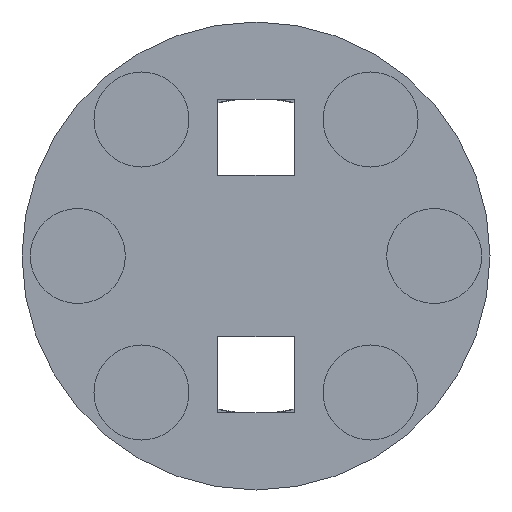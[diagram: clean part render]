
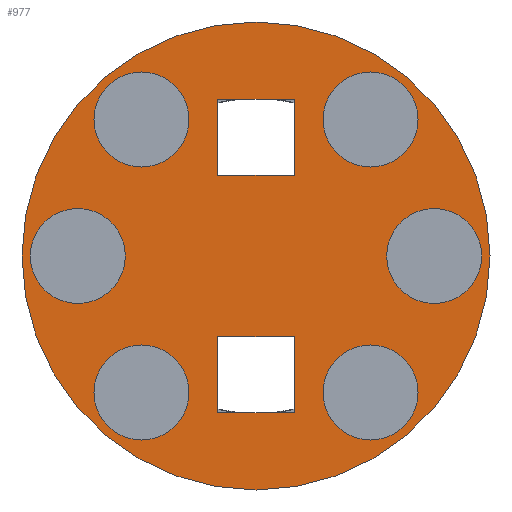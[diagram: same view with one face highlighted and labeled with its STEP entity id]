
A CAD part, front view. The second image highlights one B-rep face of the part: STEP entity #977.
In plain terms, the highlighted planar face has unit normal (0, -1, 0).
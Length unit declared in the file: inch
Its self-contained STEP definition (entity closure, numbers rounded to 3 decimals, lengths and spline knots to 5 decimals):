
#3 = VERTEX_POINT ( 'NONE', #949 ) ;
#4 = CARTESIAN_POINT ( 'NONE',  ( -0.016, 0.02, 0.066 ) ) ;
#15 = CARTESIAN_POINT ( 'NONE',  ( -0.04821, 0.02, -0.07745 ) ) ;
#24 = EDGE_CURVE ( 'NONE', #964, #489, #688, .T. ) ;
#35 = CARTESIAN_POINT ( 'NONE',  ( -0.016, 0.02, -0.066 ) ) ;
#43 = DIRECTION ( 'NONE',  ( -1., 0., 0. ) ) ;
#44 = CARTESIAN_POINT ( 'NONE',  ( 0.04821, 0.02, 0.05745 ) ) ;
#50 = VERTEX_POINT ( 'NONE', #426 ) ;
#54 = VERTEX_POINT ( 'NONE', #847 ) ;
#56 = CARTESIAN_POINT ( 'NONE',  ( -0.016, 0.02, -0.066 ) ) ;
#57 = FACE_OUTER_BOUND ( 'NONE', #505, .T. ) ;
#74 = CIRCLE ( 'NONE', #1132, 0.02 ) ;
#77 = CARTESIAN_POINT ( 'NONE',  ( 0.075, 0.02, 0. ) ) ;
#80 = DIRECTION ( 'NONE',  ( 0., -1., 0. ) ) ;
#88 = FACE_BOUND ( 'NONE', #947, .T. ) ;
#97 = VERTEX_POINT ( 'NONE', #4 ) ;
#112 = CARTESIAN_POINT ( 'NONE',  ( -0.04821, 0.02, 0.07745 ) ) ;
#125 = CARTESIAN_POINT ( 'NONE',  ( -0.016, 0.02, 0.034 ) ) ;
#131 = LINE ( 'NONE', #563, #352 ) ;
#161 = LINE ( 'NONE', #125, #838 ) ;
#165 = AXIS2_PLACEMENT_3D ( 'NONE', #336, #978, #430 ) ;
#171 = DIRECTION ( 'NONE',  ( 0., 0., -1. ) ) ;
#172 = CARTESIAN_POINT ( 'NONE',  ( 0.016, 0.02, -0.066 ) ) ;
#174 = CIRCLE ( 'NONE', #603, 0.02 ) ;
#176 = EDGE_CURVE ( 'NONE', #280, #97, #1133, .T. ) ;
#205 = CARTESIAN_POINT ( 'NONE',  ( -0.075, 0.02, 0. ) ) ;
#212 = CARTESIAN_POINT ( 'NONE',  ( -0.075, 0.02, 0.02 ) ) ;
#213 = CARTESIAN_POINT ( 'NONE',  ( 0.04821, 0.02, -0.05745 ) ) ;
#216 = CARTESIAN_POINT ( 'NONE',  ( -0.016, 0.02, -0.034 ) ) ;
#224 = ORIENTED_EDGE ( 'NONE', *, *, #1215, .F. ) ;
#225 = DIRECTION ( 'NONE',  ( 0., -1., 0. ) ) ;
#240 = ORIENTED_EDGE ( 'NONE', *, *, #428, .F. ) ;
#248 = AXIS2_PLACEMENT_3D ( 'NONE', #213, #860, #309 ) ;
#254 = ORIENTED_EDGE ( 'NONE', *, *, #898, .F. ) ;
#269 = AXIS2_PLACEMENT_3D ( 'NONE', #44, #225, #1202 ) ;
#273 = VECTOR ( 'NONE', #1101, 39.37008 ) ;
#276 = EDGE_CURVE ( 'NONE', #877, #964, #371, .T. ) ;
#280 = VERTEX_POINT ( 'NONE', #1166 ) ;
#300 = DIRECTION ( 'NONE',  ( 0., 0., 1. ) ) ;
#306 = FACE_BOUND ( 'NONE', #447, .T. ) ;
#309 = DIRECTION ( 'NONE',  ( 0., 0., 1. ) ) ;
#312 = ORIENTED_EDGE ( 'NONE', *, *, #1131, .F. ) ;
#323 = EDGE_CURVE ( 'NONE', #514, #514, #558, .T. ) ;
#336 = CARTESIAN_POINT ( 'NONE',  ( 0., 0.02, 0. ) ) ;
#351 = DIRECTION ( 'NONE',  ( 0., -1., 0. ) ) ;
#352 = VECTOR ( 'NONE', #1116, 39.37008 ) ;
#361 = CARTESIAN_POINT ( 'NONE',  ( -0.016, 0.02, -0.034 ) ) ;
#363 = ORIENTED_EDGE ( 'NONE', *, *, #24, .F. ) ;
#371 = LINE ( 'NONE', #216, #1017 ) ;
#400 = EDGE_LOOP ( 'NONE', ( #224 ) ) ;
#407 = ORIENTED_EDGE ( 'NONE', *, *, #596, .F. ) ;
#420 = AXIS2_PLACEMENT_3D ( 'NONE', #439, #988, #891 ) ;
#426 = CARTESIAN_POINT ( 'NONE',  ( 0.016, 0.02, -0.066 ) ) ;
#428 = EDGE_CURVE ( 'NONE', #1020, #280, #901, .T. ) ;
#430 = DIRECTION ( 'NONE',  ( 0., 0., -1. ) ) ;
#439 = CARTESIAN_POINT ( 'NONE',  ( -0.04821, 0.02, 0.05745 ) ) ;
#444 = VECTOR ( 'NONE', #615, 39.37008 ) ;
#447 = EDGE_LOOP ( 'NONE', ( #765 ) ) ;
#451 = PLANE ( 'NONE',  #1100 ) ;
#458 = ORIENTED_EDGE ( 'NONE', *, *, #679, .F. ) ;
#475 = EDGE_CURVE ( 'NONE', #3, #3, #1046, .T. ) ;
#486 = DIRECTION ( 'NONE',  ( 0., 0., 1. ) ) ;
#489 = VERTEX_POINT ( 'NONE', #35 ) ;
#505 = EDGE_LOOP ( 'NONE', ( #755 ) ) ;
#514 = VERTEX_POINT ( 'NONE', #112 ) ;
#529 = FACE_BOUND ( 'NONE', #648, .T. ) ;
#554 = FACE_BOUND ( 'NONE', #678, .T. ) ;
#558 = CIRCLE ( 'NONE', #420, 0.02 ) ;
#563 = CARTESIAN_POINT ( 'NONE',  ( -0.016, 0.02, 0.066 ) ) ;
#580 = FACE_BOUND ( 'NONE', #400, .T. ) ;
#581 = CARTESIAN_POINT ( 'NONE',  ( 0., 0.02, -0.0985 ) ) ;
#590 = DIRECTION ( 'NONE',  ( 1., 0., 0. ) ) ;
#596 = EDGE_CURVE ( 'NONE', #50, #877, #712, .T. ) ;
#603 = AXIS2_PLACEMENT_3D ( 'NONE', #899, #351, #996 ) ;
#604 = CARTESIAN_POINT ( 'NONE',  ( 0.016, 0.02, 0.066 ) ) ;
#615 = DIRECTION ( 'NONE',  ( 0., 0., -1. ) ) ;
#623 = DIRECTION ( 'NONE',  ( 0., 0., 1. ) ) ;
#632 = CARTESIAN_POINT ( 'NONE',  ( 0.016, 0.02, 0.034 ) ) ;
#637 = EDGE_CURVE ( 'NONE', #728, #728, #655, .T. ) ;
#641 = CARTESIAN_POINT ( 'NONE',  ( 0., 0.02, 0. ) ) ;
#645 = CIRCLE ( 'NONE', #911, 0.02 ) ;
#648 = EDGE_LOOP ( 'NONE', ( #1096 ) ) ;
#655 = CIRCLE ( 'NONE', #248, 0.02 ) ;
#662 = EDGE_LOOP ( 'NONE', ( #749, #363, #819, #407 ) ) ;
#665 = CARTESIAN_POINT ( 'NONE',  ( 0.016, 0.02, -0.034 ) ) ;
#676 = CARTESIAN_POINT ( 'NONE',  ( 0.075, 0.02, -0.02 ) ) ;
#678 = EDGE_LOOP ( 'NONE', ( #254 ) ) ;
#679 = EDGE_CURVE ( 'NONE', #54, #1020, #161, .T. ) ;
#688 = LINE ( 'NONE', #56, #444 ) ;
#697 = VERTEX_POINT ( 'NONE', #676 ) ;
#712 = LINE ( 'NONE', #665, #1179 ) ;
#716 = VECTOR ( 'NONE', #623, 39.37008 ) ;
#727 = DIRECTION ( 'NONE',  ( 0., -1., 0. ) ) ;
#728 = VERTEX_POINT ( 'NONE', #1043 ) ;
#730 = DIRECTION ( 'NONE',  ( 0., 0., -1. ) ) ;
#735 = CARTESIAN_POINT ( 'NONE',  ( 0.016, 0.02, 0.034 ) ) ;
#749 = ORIENTED_EDGE ( 'NONE', *, *, #981, .F. ) ;
#755 = ORIENTED_EDGE ( 'NONE', *, *, #823, .F. ) ;
#765 = ORIENTED_EDGE ( 'NONE', *, *, #323, .F. ) ;
#767 = FACE_BOUND ( 'NONE', #833, .T. ) ;
#774 = ORIENTED_EDGE ( 'NONE', *, *, #939, .F. ) ;
#819 = ORIENTED_EDGE ( 'NONE', *, *, #276, .F. ) ;
#823 = EDGE_CURVE ( 'NONE', #1193, #1193, #942, .T. ) ;
#832 = ORIENTED_EDGE ( 'NONE', *, *, #637, .F. ) ;
#833 = EDGE_LOOP ( 'NONE', ( #774 ) ) ;
#838 = VECTOR ( 'NONE', #590, 39.37008 ) ;
#847 = CARTESIAN_POINT ( 'NONE',  ( -0.016, 0.02, 0.034 ) ) ;
#853 = DIRECTION ( 'NONE',  ( 0., -1., 0. ) ) ;
#860 = DIRECTION ( 'NONE',  ( 0., -1., 0. ) ) ;
#877 = VERTEX_POINT ( 'NONE', #982 ) ;
#886 = VECTOR ( 'NONE', #43, 39.37008 ) ;
#891 = DIRECTION ( 'NONE',  ( 0., 0., 1. ) ) ;
#898 = EDGE_CURVE ( 'NONE', #941, #941, #174, .T. ) ;
#899 = CARTESIAN_POINT ( 'NONE',  ( -0.04821, 0.02, -0.05745 ) ) ;
#901 = LINE ( 'NONE', #632, #716 ) ;
#911 = AXIS2_PLACEMENT_3D ( 'NONE', #77, #727, #171 ) ;
#939 = EDGE_CURVE ( 'NONE', #697, #697, #645, .T. ) ;
#941 = VERTEX_POINT ( 'NONE', #15 ) ;
#942 = CIRCLE ( 'NONE', #165, 0.0985 ) ;
#947 = EDGE_LOOP ( 'NONE', ( #312, #1152, #240, #458 ) ) ;
#949 = CARTESIAN_POINT ( 'NONE',  ( 0.04821, 0.02, 0.03745 ) ) ;
#964 = VERTEX_POINT ( 'NONE', #361 ) ;
#977 = ADVANCED_FACE ( 'NONE', ( #88, #1103, #554, #580, #306, #57, #1015, #767, #529 ), #451, .T. ) ;
#978 = DIRECTION ( 'NONE',  ( 0., 1., 0. ) ) ;
#980 = LINE ( 'NONE', #172, #273 ) ;
#981 = EDGE_CURVE ( 'NONE', #489, #50, #980, .T. ) ;
#982 = CARTESIAN_POINT ( 'NONE',  ( 0.016, 0.02, -0.034 ) ) ;
#988 = DIRECTION ( 'NONE',  ( 0., -1., 0. ) ) ;
#996 = DIRECTION ( 'NONE',  ( 0., 0., -1. ) ) ;
#1008 = EDGE_LOOP ( 'NONE', ( #832 ) ) ;
#1015 = FACE_BOUND ( 'NONE', #1008, .T. ) ;
#1017 = VECTOR ( 'NONE', #1048, 39.37008 ) ;
#1020 = VERTEX_POINT ( 'NONE', #735 ) ;
#1043 = CARTESIAN_POINT ( 'NONE',  ( 0.04821, 0.02, -0.03745 ) ) ;
#1046 = CIRCLE ( 'NONE', #269, 0.02 ) ;
#1048 = DIRECTION ( 'NONE',  ( -1., 0., 0. ) ) ;
#1096 = ORIENTED_EDGE ( 'NONE', *, *, #475, .F. ) ;
#1100 = AXIS2_PLACEMENT_3D ( 'NONE', #641, #80, #730 ) ;
#1101 = DIRECTION ( 'NONE',  ( 1., 0., 0. ) ) ;
#1103 = FACE_BOUND ( 'NONE', #662, .T. ) ;
#1116 = DIRECTION ( 'NONE',  ( 0., 0., -1. ) ) ;
#1131 = EDGE_CURVE ( 'NONE', #97, #54, #131, .T. ) ;
#1132 = AXIS2_PLACEMENT_3D ( 'NONE', #205, #853, #300 ) ;
#1133 = LINE ( 'NONE', #604, #886 ) ;
#1152 = ORIENTED_EDGE ( 'NONE', *, *, #176, .F. ) ;
#1162 = VERTEX_POINT ( 'NONE', #212 ) ;
#1166 = CARTESIAN_POINT ( 'NONE',  ( 0.016, 0.02, 0.066 ) ) ;
#1179 = VECTOR ( 'NONE', #486, 39.37008 ) ;
#1193 = VERTEX_POINT ( 'NONE', #581 ) ;
#1202 = DIRECTION ( 'NONE',  ( 0., 0., -1. ) ) ;
#1215 = EDGE_CURVE ( 'NONE', #1162, #1162, #74, .T. ) ;
